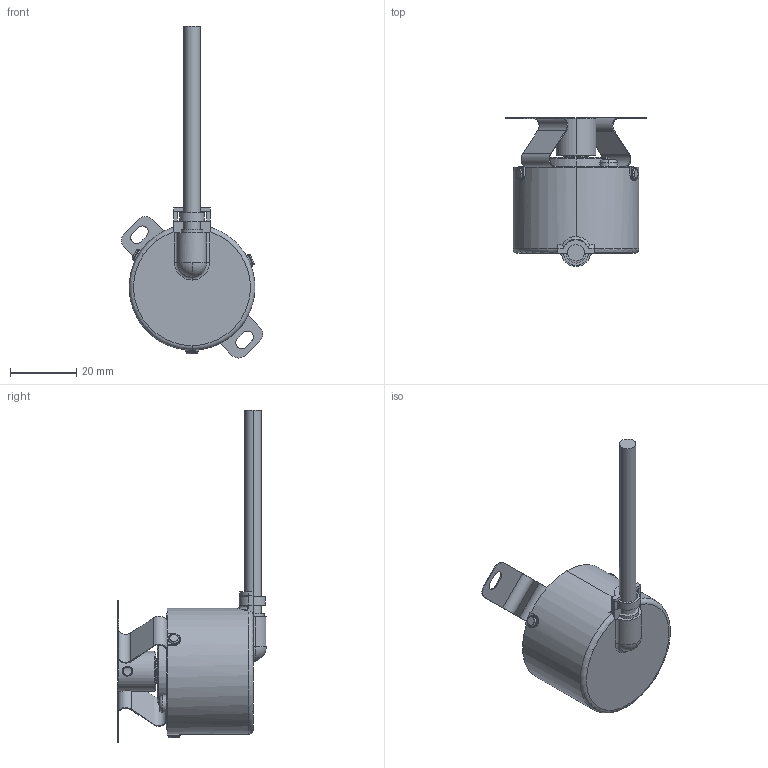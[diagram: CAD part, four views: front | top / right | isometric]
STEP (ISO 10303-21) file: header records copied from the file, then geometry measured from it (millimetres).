
FILE_DESCRIPTION (( 'STEP AP214' ), '1' );
FILE_NAME ('TRD-SH1000AD.STEP', '2017-07-06T15:39:52', ( '' ), ( '' ), 'SwSTEP 2.0', 'SolidWorks 2016', '' );
FILE_SCHEMA (( 'AUTOMOTIVE_DESIGN' ));
Length unit declared in the file: inch
Products named in the file (1): TRD-SH1000AD
Bounding box: 42.75 x 45 x 100.38 mm (x, y, z)
Volume: 33471.3 mm3; surface area: 11173.8 mm2
Topology: 11 solids, 11 shells, 322 faces, 783 edges, 496 vertices
Faces by surface type: plane 169, cylinder 101, cone 24, torus 20, bspline 6, sphere 2
Entity records: 14368 total; most frequent: CARTESIAN_POINT 2353, DIRECTION 1631, ORIENTED_EDGE 1562, EDGE_CURVE 781, AXIS2_PLACEMENT_3D 596, VERTEX_POINT 496, VECTOR 439, LINE 439
